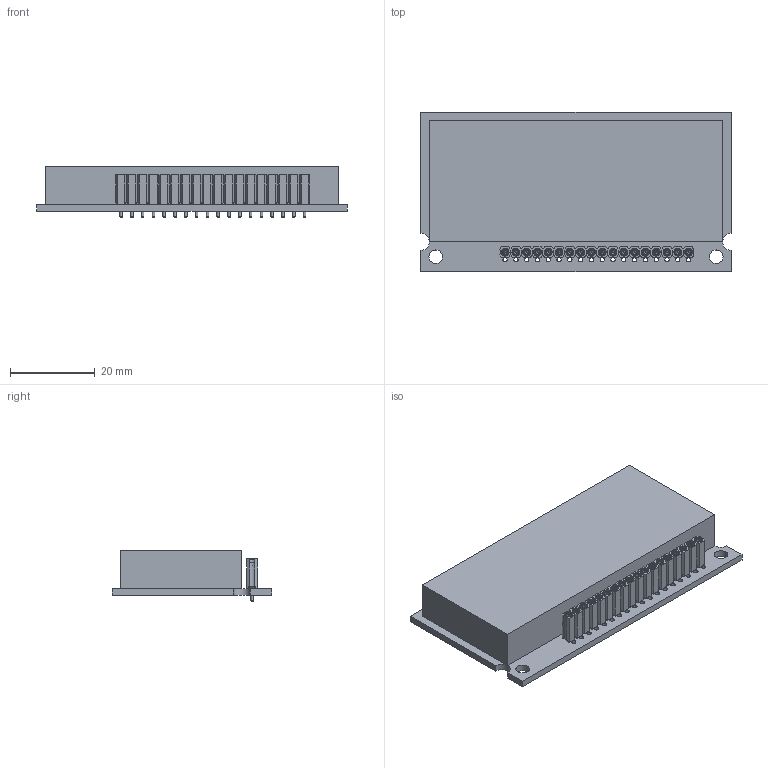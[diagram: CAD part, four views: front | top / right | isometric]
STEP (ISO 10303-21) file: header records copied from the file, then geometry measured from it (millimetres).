
FILE_DESCRIPTION(/* description */ ('Alibre Inc.'),/* implementation_level */ '2;1');
FILE_NAME(/* name */ 'export0',/* time_stamp */ '2016-06-23T16:55:23+02:00',/* author */ (''),/* organization */ (''),/* preprocessor_version */ 'ST-DEVELOPER v14',/* originating_system */ 'Alibre',/* authorisation */ '');
FILE_SCHEMA (('AUTOMOTIVE_DESIGN'));
Length unit declared in the file: centimetre
Bounding box: 73 x 37.5 x 12.1 mm (x, y, z)
Volume: 22556.4 mm3; surface area: 14884.2 mm2
Topology: 56 solids, 56 shells, 756 faces, 1698 edges, 1090 vertices
Faces by surface type: plane 372, cylinder 240, cone 126, sphere 18
Full cylindrical faces by diameter (mm): 0.6 x18, 0.98 x18, 1.016 x36, 1.28 x36, 1.54 x18, 1.55 x18, 1.57 x18, 1.83 x18, 1.85 x18, 3.2 x2
Entity records: 3855 total; most frequent: DIRECTION 684, CARTESIAN_POINT 602, ORIENTED_EDGE 446, AXIS2_PLACEMENT_3D 313, EDGE_LOOP 254, FACE_BOUND 254, EDGE_CURVE 223, VERTEX_POINT 183
